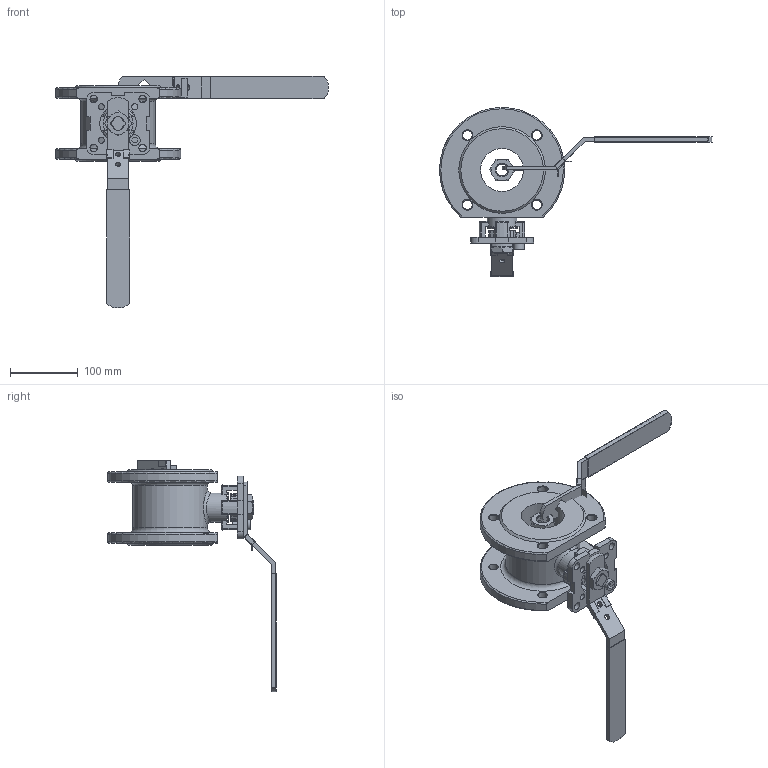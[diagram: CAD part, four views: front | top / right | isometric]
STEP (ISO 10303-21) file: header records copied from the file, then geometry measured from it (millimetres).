
FILE_DESCRIPTION( ( 'Unknown' ), '1' );
FILE_NAME( '8.440.065_PN16.stp', 'Unknown', ( 'Unknown' ), ( 'Unknown' ), 'PSStep 13.0', 'Unknown', ' ' );
FILE_SCHEMA( ( 'AUTOMOTIVE_DESIGN { 1 0 10303 214 1 1 1 1 }' ) );
Length unit declared in the file: millimetre
Products named in the file (16): Handhebel DN65; Assem1; DIN934-M8.1_1; Feder.1_1; Hebel_065; Ummantelung 065; Schließlasche_065; DIN912_M_10x16.1; Distanz_1; Feder_1; K_S_vrper_1; Scheibe_1; Scheibe1; Sicherung_1; MutterM20_sehr flach
Bounding box: 403.41 x 249.5 x 342.69 mm (x, y, z)
Volume: 2855400.5 mm3; surface area: 548801.3 mm2
Topology: 31 solids, 31 shells, 770 faces, 2001 edges, 1304 vertices
Faces by surface type: plane 461, cylinder 145, cone 92, bspline 60, torus 12
Full cylindrical faces by diameter (mm): 5.9 x2, 6.8 x2, 8 x11, 9 x8, 11 x8, 14 x16, 16 x2, 17.5 x4, 22 x4, 23 x4, 30 x4, 32 x4, 44 x2, 44.3 x4, 54.3 x2, 63.5 x2, 110 x2
Entity records: 20744 total; most frequent: CARTESIAN_POINT 9166, ORIENTED_EDGE 1730, DIRECTION 1666, EDGE_CURVE 865, VERTEX_POINT 599, AXIS2_PLACEMENT_3D 571, LINE 524, VECTOR 524
